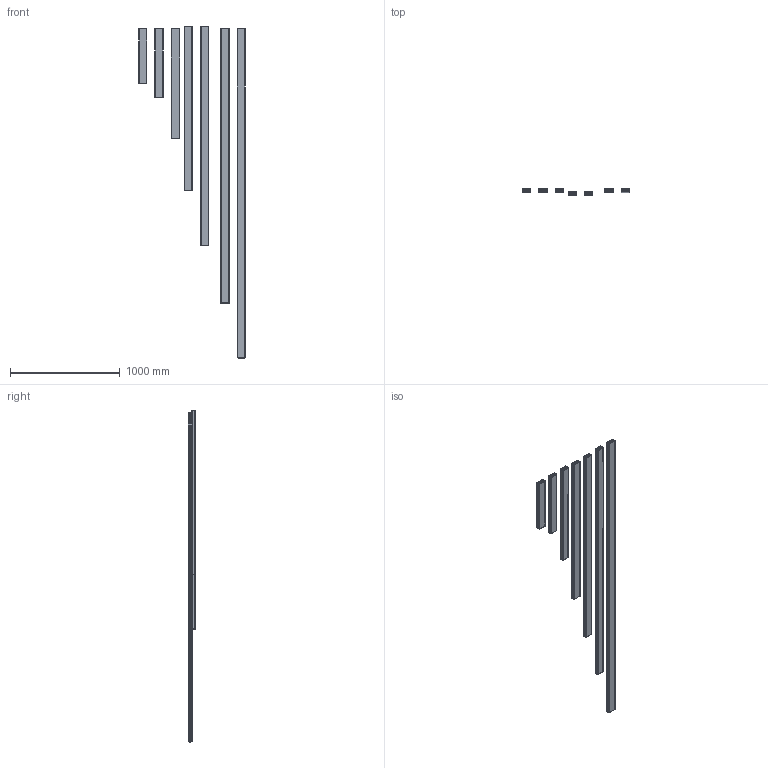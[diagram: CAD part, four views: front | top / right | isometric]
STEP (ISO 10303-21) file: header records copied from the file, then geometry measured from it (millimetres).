
FILE_DESCRIPTION (( 'STEP AP214' ), '1' );
FILE_NAME ('7535 FULL MOD.STEP', '2020-08-05T09:47:22', ( '' ), ( '' ), 'SwSTEP 2.0', 'SolidWorks 2018', '' );
FILE_SCHEMA (( 'AUTOMOTIVE_DESIGN' ));
Length unit declared in the file: millimetre
Products named in the file (25): COVER-65_3000; 7535 ASSEMBLY_500; COVER-65_500; 檢-1631_1_1000; 檢-1631_1_500; 檢-1631_1_3000; 檢-1631_1_2000; 7535 ASSEMBLY_2500; COVER-65_1500; 7535 ASSEMBLY_3000; 檢-1631_1_625; 7535 ASSEMBLY_1500; COVER-65_625; hexa csunk flathd screw_iso_ISO 14581 M2x4x4-N; Çåðêàëüíî îòðàçèòü7535in v1-0_çàãëóøêà_B; COVER-65_2500; COVER-65_2000; 7535 ASSEMBLY_625; 7535 ASSEMBLY_1000; 檢-1631_1_1500; COVER-65_1000; 7535 FULL MOD; 檢-1631_1_2500; 7535 ASSEMBLY_2000; 7535in v1-0_諘蜱齁罻_B
Assembly tree (83 placements, depth 3):
  7535 FULL MOD
    7535 ASSEMBLY_500
      檢-1631_1_500
      COVER-65_500
      7535in v1-0_諘蜱齁罻_B
      Çåðêàëüíî îòðàçèòü7535in v1-0_çàãëóøêà_B
    7535 ASSEMBLY_625
      檢-1631_1_625
      hexa csunk flathd screw_iso_ISO 14581 M2x4x4-N  x8
      COVER-65_625
      7535in v1-0_諘蜱齁罻_B
      Çåðêàëüíî îòðàçèòü7535in v1-0_çàãëóøêà_B
    7535 ASSEMBLY_1000
      檢-1631_1_1000
      hexa csunk flathd screw_iso_ISO 14581 M2x4x4-N  x8
      COVER-65_1000
      7535in v1-0_諘蜱齁罻_B
      Çåðêàëüíî îòðàçèòü7535in v1-0_çàãëóøêà_B
    7535 ASSEMBLY_1500
      檢-1631_1_1500
      hexa csunk flathd screw_iso_ISO 14581 M2x4x4-N  x8
      COVER-65_1500
      7535in v1-0_諘蜱齁罻_B
      Çåðêàëüíî îòðàçèòü7535in v1-0_çàãëóøêà_B
    7535 ASSEMBLY_2000
      檢-1631_1_2000
      hexa csunk flathd screw_iso_ISO 14581 M2x4x4-N  x8
      COVER-65_2000
      7535in v1-0_諘蜱齁罻_B
      Çåðêàëüíî îòðàçèòü7535in v1-0_çàãëóøêà_B
    7535 ASSEMBLY_2500
      檢-1631_1_2500
      hexa csunk flathd screw_iso_ISO 14581 M2x4x4-N  x8
      COVER-65_2500
      7535in v1-0_諘蜱齁罻_B
      Çåðêàëüíî îòðàçèòü7535in v1-0_çàãëóøêà_B
    7535 ASSEMBLY_3000
      檢-1631_1_3000
      hexa csunk flathd screw_iso_ISO 14581 M2x4x4-N  x8
      COVER-65_3000
      7535in v1-0_諘蜱齁罻_B
      Çåðêàëüíî îòðàçèòü7535in v1-0_çàãëóøêà_B
Bounding box: 975 x 67.81 x 3027.59 mm (x, y, z)
Volume: 6586817.5 mm3; surface area: 6972012.1 mm2
Topology: 76 solids, 76 shells, 10908 faces, 30514 edges, 20276 vertices
Faces by surface type: bspline 5684, plane 3155, cylinder 1869, cone 200
Full cylindrical faces by diameter (mm): 2 x48, 2.2 x56, 3.8 x48
Entity records: 102456 total; most frequent: CARTESIAN_POINT 27780, ORIENTED_EDGE 16894, DIRECTION 13134, EDGE_CURVE 8447, VERTEX_POINT 5641, LINE 4920, VECTOR 4920, AXIS2_PLACEMENT_3D 4107
